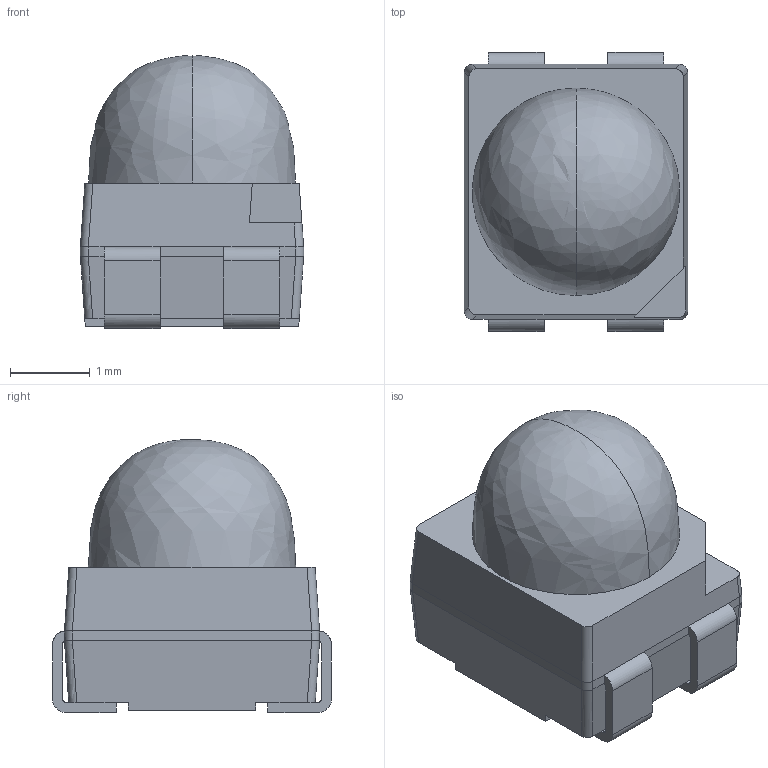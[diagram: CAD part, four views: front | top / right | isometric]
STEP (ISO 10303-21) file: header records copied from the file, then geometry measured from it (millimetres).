
FILE_DESCRIPTION (( 'STEP AP214' ), '1' );
FILE_NAME ('SFH 4249-UV.STEP', '2025-02-28T05:41:43', ( '' ), ( '' ), 'SwSTEP 2.0', 'SolidWorks 2024', '' );
FILE_SCHEMA (( 'AUTOMOTIVE_DESIGN' ));
Length unit declared in the file: millimetre
Products named in the file (1): SFH 4249-UV
Bounding box: 2.8 x 3.5 x 3.42 mm (x, y, z)
Volume: 21.8 mm3; surface area: 52.4 mm2
Topology: 1 solids, 1 shells, 82 faces, 238 edges, 149 vertices
Faces by surface type: plane 52, cylinder 18, bspline 12
Entity records: 3337 total; most frequent: CARTESIAN_POINT 946, ORIENTED_EDGE 472, DIRECTION 286, EDGE_CURVE 236, VERTEX_POINT 149, LINE 144, VECTOR 144, B_SPLINE_CURVE_WITH_KNOTS 87
